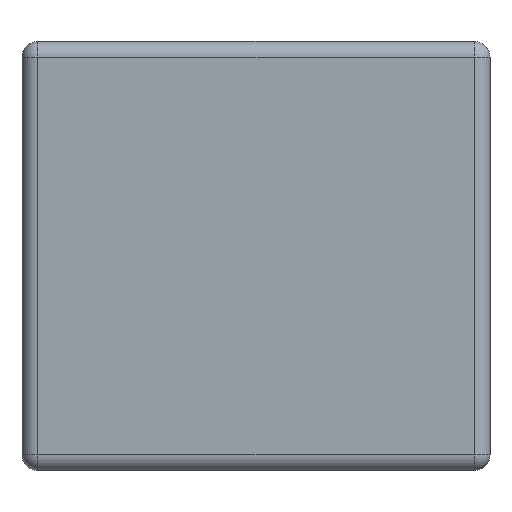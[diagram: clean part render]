
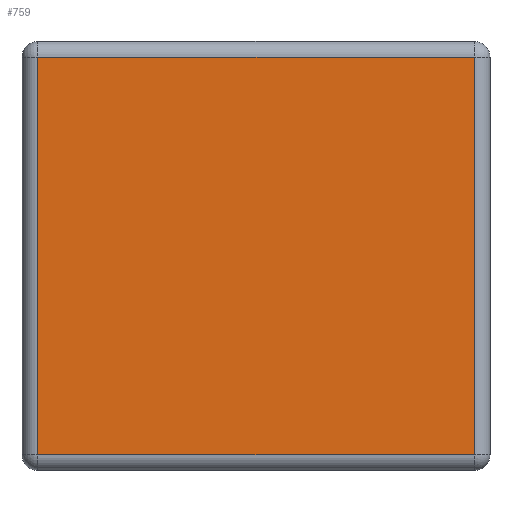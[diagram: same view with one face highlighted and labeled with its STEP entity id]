
A CAD part, left-side view. The second image highlights one B-rep face of the part: STEP entity #759.
In plain terms, the highlighted planar face has unit normal (-1, 0, 0).
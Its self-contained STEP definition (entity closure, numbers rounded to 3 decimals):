
#10 = DIRECTION ( 'NONE',  ( 0., 0., -1. ) ) ;
#21 = CARTESIAN_POINT ( 'NONE',  ( -3., 2.8, 5.5 ) ) ;
#45 = CARTESIAN_POINT ( 'NONE',  ( -3., 2.8, 5.3 ) ) ;
#53 = AXIS2_PLACEMENT_3D ( 'NONE', #21, #827, #79 ) ;
#79 = DIRECTION ( 'NONE',  ( 0., 0., -1. ) ) ;
#90 = CARTESIAN_POINT ( 'NONE',  ( -3., -2.8, 5.5 ) ) ;
#91 = CARTESIAN_POINT ( 'NONE',  ( -3., 2.8, 0.2 ) ) ;
#105 = VERTEX_POINT ( 'NONE', #702 ) ;
#117 = DIRECTION ( 'NONE',  ( 0., -1., 0. ) ) ;
#126 = EDGE_CURVE ( 'NONE', #433, #837, #387, .T. ) ;
#129 = VECTOR ( 'NONE', #406, 1000. ) ;
#186 = EDGE_LOOP ( 'NONE', ( #553, #748, #400, #546 ) ) ;
#227 = LINE ( 'NONE', #535, #753 ) ;
#235 = EDGE_CURVE ( 'NONE', #291, #105, #667, .T. ) ;
#279 = VECTOR ( 'NONE', #776, 1000. ) ;
#280 = EDGE_CURVE ( 'NONE', #291, #433, #854, .T. ) ;
#291 = VERTEX_POINT ( 'NONE', #592 ) ;
#372 = CARTESIAN_POINT ( 'NONE',  ( -3., 2.8, 5.5 ) ) ;
#387 = LINE ( 'NONE', #372, #484 ) ;
#400 = ORIENTED_EDGE ( 'NONE', *, *, #235, .F. ) ;
#406 = DIRECTION ( 'NONE',  ( 0., 1., 0. ) ) ;
#410 = CARTESIAN_POINT ( 'NONE',  ( -3., 2.8, 5.3 ) ) ;
#433 = VERTEX_POINT ( 'NONE', #410 ) ;
#436 = EDGE_CURVE ( 'NONE', #837, #105, #227, .T. ) ;
#484 = VECTOR ( 'NONE', #10, 1000. ) ;
#535 = CARTESIAN_POINT ( 'NONE',  ( -3., -2.8, 0.2 ) ) ;
#546 = ORIENTED_EDGE ( 'NONE', *, *, #280, .T. ) ;
#553 = ORIENTED_EDGE ( 'NONE', *, *, #126, .T. ) ;
#592 = CARTESIAN_POINT ( 'NONE',  ( -3., -2.8, 5.3 ) ) ;
#667 = LINE ( 'NONE', #90, #279 ) ;
#702 = CARTESIAN_POINT ( 'NONE',  ( -3., -2.8, 0.2 ) ) ;
#748 = ORIENTED_EDGE ( 'NONE', *, *, #436, .T. ) ;
#753 = VECTOR ( 'NONE', #117, 1000. ) ;
#759 = ADVANCED_FACE ( 'NONE', ( #796 ), #841, .F. ) ;
#776 = DIRECTION ( 'NONE',  ( 0., 0., -1. ) ) ;
#796 = FACE_OUTER_BOUND ( 'NONE', #186, .T. ) ;
#827 = DIRECTION ( 'NONE',  ( 1., 0., 0. ) ) ;
#837 = VERTEX_POINT ( 'NONE', #91 ) ;
#841 = PLANE ( 'NONE',  #53 ) ;
#854 = LINE ( 'NONE', #45, #129 ) ;
